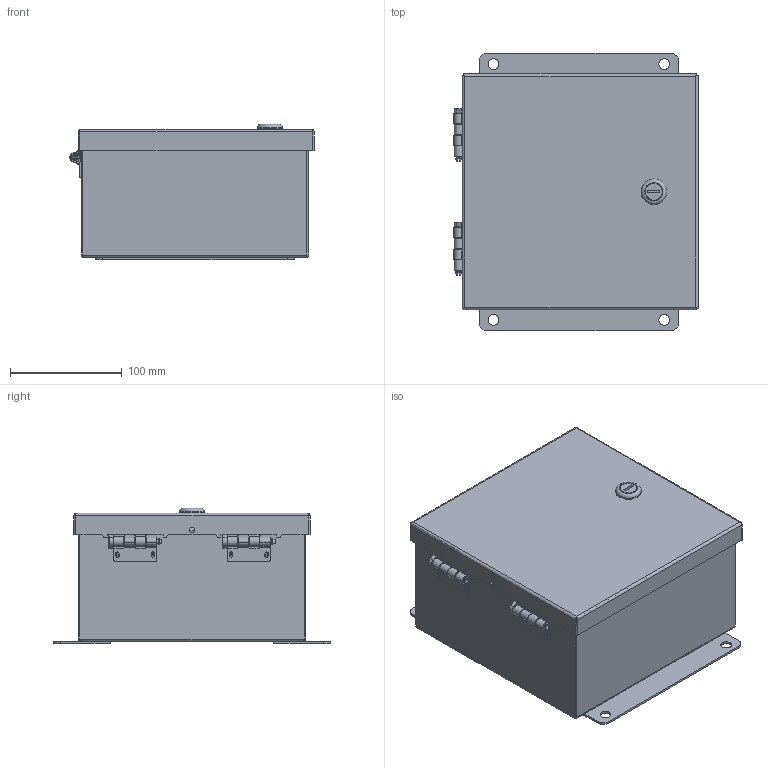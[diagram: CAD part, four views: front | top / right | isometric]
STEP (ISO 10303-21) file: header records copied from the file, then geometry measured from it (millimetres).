
FILE_DESCRIPTION( ( 'Unknown' ), '1' );
FILE_NAME( 'SR080804_SATIN-COAT-STEEL.stp', 'Unknown', ( 'Unknown' ), ( 'Unknown' ), 'PSStep 16.0.42', 'Unknown', ' ' );
FILE_SCHEMA( ( 'AUTOMOTIVE_DESIGN { 1 0 10303 214 1 1 1 1 }' ) );
Length unit declared in the file: millimetre
Products named in the file (25): LOCK AVEC TOURNEVIS TYPE 4-12 SANS CAME-oa8; HOSING-oa0; INSERT POUR TOURNEVIS-oa1; NOIX DE FIXATION-oa2; Oring-oa3; Oring-oa4; SEAL BLANC-oa5; STOPPER DESSOUS-oa6; VIS DE RETENUE DE LA CAME-oa7; A16RS; CAME RS; SR080804-MONO_16GA_BOITIER; S_Ricci-01; 0.250-20 x 0.500.SS_CKL 118-504-201; SR080804B-MONO_16GA; SRXX08P_14GA; SR0808_16GA_COUVERCLE; SR0808_GASKET; TIGE-S_RICCI; 10-32 x 0.500 AC_CD 201-008-772; SR0808C_16GA; Assem1; SR0808BP_14GA; FW_0.2500; HN_0.2500
Assembly tree (36 placements, depth 5):
  Assem1
    SR0808BP_14GA
    FW_0.2500  x4
    HN_0.2500  x4
    SR080804-MONO_16GA_BOITIER
      S_Ricci-01  x2
      0.250-20 x 0.500.SS_CKL 118-504-201  x4
      SR080804B-MONO_16GA
      SRXX08P_14GA  x2
    SR0808_16GA_COUVERCLE
      SR0808_GASKET
      TIGE-S_RICCI  x2
      10-32 x 0.500 AC_CD 201-008-772
      SR0808C_16GA
      A16RS
        CAME RS
        LOCK AVEC TOURNEVIS TYPE 4-12 SANS CAME-oa8
          HOSING-oa0
          INSERT POUR TOURNEVIS-oa1
          NOIX DE FIXATION-oa2
          Oring-oa3
          Oring-oa4
          SEAL BLANC-oa5
          STOPPER DESSOUS-oa6
          VIS DE RETENUE DE LA CAME-oa7
Bounding box: 218.15 x 247.65 x 121.04 mm (x, y, z)
Volume: 495548.1 mm3; surface area: 550468.8 mm2
Topology: 32 solids, 32 shells, 1705 faces, 4108 edges, 2608 vertices
Faces by surface type: plane 995, cylinder 325, bspline 142, extrusion 140, cone 45, torus 39, sphere 19
Full cylindrical faces by diameter (mm): 0.346 x2, 0.508 x1, 0.794 x4, 3.023 x5, 3.162 x4, 3.175 x9, 3.302 x4, 4.293 x2, 4.42 x2, 4.826 x1, 5.105 x1, 5.563 x4, 5.588 x4, 5.715 x4, 5.994 x4, 6.096 x2, 6.35 x8, 6.502 x1, 6.985 x1, 7.137 x4, 9.525 x4, 9.881 x1, 10.084 x1, 11.1 x4, 11.176 x1, 11.862 x1, 12.192 x1, 12.827 x1, 15.748 x1, 15.799 x1
Entity records: 91087 total; most frequent: CARTESIAN_POINT 46533, ORIENTED_EDGE 7010, DIRECTION 5446, EDGE_CURVE 3505, VERTEX_POINT 2309, EDGE_LOOP 1828, AXIS2_PLACEMENT_3D 1821, VECTOR 1804
